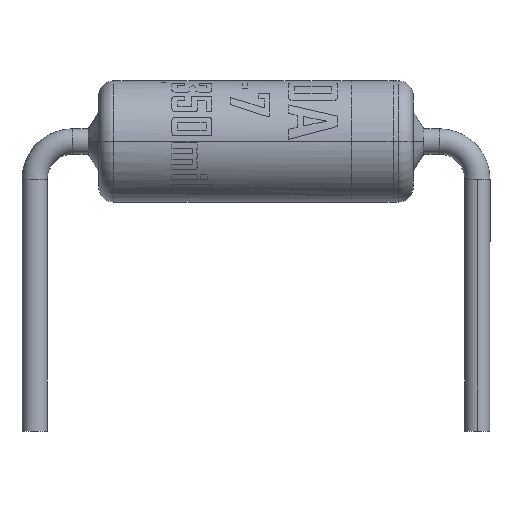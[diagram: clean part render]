
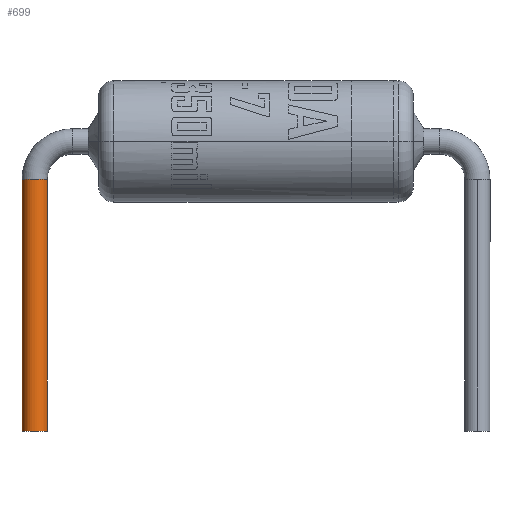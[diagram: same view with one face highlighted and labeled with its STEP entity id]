
A CAD part, top view. The second image highlights one B-rep face of the part: STEP entity #699.
In plain terms, the highlighted cylindrical face has radius 0.254 mm (diameter 0.508 mm), a partial arc.
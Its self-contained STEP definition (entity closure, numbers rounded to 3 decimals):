
#95 = CARTESIAN_POINT ( 'NONE',  ( -0.254, 1.455, 0. ) ) ;
#101 = CIRCLE ( 'NONE', #3138, 0.254 ) ;
#130 = DIRECTION ( 'NONE',  ( 0., -1., 0. ) ) ;
#218 = AXIS2_PLACEMENT_3D ( 'NONE', #1254, #4950, #4509 ) ;
#278 = ORIENTED_EDGE ( 'NONE', *, *, #3222, .F. ) ;
#404 = EDGE_CURVE ( 'NONE', #3675, #3354, #3236, .T. ) ;
#496 = CARTESIAN_POINT ( 'NONE',  ( 0., 1.455, 0. ) ) ;
#699 = ADVANCED_FACE ( 'NONE', ( #1792 ), #3663, .T. ) ;
#1022 = CARTESIAN_POINT ( 'NONE',  ( 0.254, 1.455, 0. ) ) ;
#1189 = CARTESIAN_POINT ( 'NONE',  ( 0.254, 1.455, 0. ) ) ;
#1254 = CARTESIAN_POINT ( 'NONE',  ( 0., -3.6, 0. ) ) ;
#1424 = DIRECTION ( 'NONE',  ( 1., 0., 0. ) ) ;
#1717 = DIRECTION ( 'NONE',  ( 0., 0., -1. ) ) ;
#1792 = FACE_OUTER_BOUND ( 'NONE', #2767, .T. ) ;
#2212 = CARTESIAN_POINT ( 'NONE',  ( -0.254, 1.455, 0. ) ) ;
#2517 = VERTEX_POINT ( 'NONE', #1022 ) ;
#2644 = CARTESIAN_POINT ( 'NONE',  ( -0.254, -3.6, 0. ) ) ;
#2673 = DIRECTION ( 'NONE',  ( 0., -1., 0. ) ) ;
#2767 = EDGE_LOOP ( 'NONE', ( #3951, #2907, #3218, #278 ) ) ;
#2907 = ORIENTED_EDGE ( 'NONE', *, *, #404, .T. ) ;
#2927 = EDGE_CURVE ( 'NONE', #3354, #4661, #4849, .T. ) ;
#3138 = AXIS2_PLACEMENT_3D ( 'NONE', #496, #4380, #1717 ) ;
#3218 = ORIENTED_EDGE ( 'NONE', *, *, #2927, .T. ) ;
#3222 = EDGE_CURVE ( 'NONE', #2517, #4661, #4727, .T. ) ;
#3236 = LINE ( 'NONE', #95, #4383 ) ;
#3278 = DIRECTION ( 'NONE',  ( 0., -1., 0. ) ) ;
#3354 = VERTEX_POINT ( 'NONE', #2644 ) ;
#3663 = CYLINDRICAL_SURFACE ( 'NONE', #4050, 0.254 ) ;
#3675 = VERTEX_POINT ( 'NONE', #2212 ) ;
#3951 = ORIENTED_EDGE ( 'NONE', *, *, #4836, .F. ) ;
#4050 = AXIS2_PLACEMENT_3D ( 'NONE', #4917, #130, #1424 ) ;
#4212 = CARTESIAN_POINT ( 'NONE',  ( 0.254, -3.6, 0. ) ) ;
#4380 = DIRECTION ( 'NONE',  ( 0., 1., 0. ) ) ;
#4383 = VECTOR ( 'NONE', #3278, 1000. ) ;
#4445 = VECTOR ( 'NONE', #2673, 1000. ) ;
#4509 = DIRECTION ( 'NONE',  ( 0., 0., -1. ) ) ;
#4661 = VERTEX_POINT ( 'NONE', #4212 ) ;
#4727 = LINE ( 'NONE', #1189, #4445 ) ;
#4836 = EDGE_CURVE ( 'NONE', #3675, #2517, #101, .T. ) ;
#4849 = CIRCLE ( 'NONE', #218, 0.254 ) ;
#4917 = CARTESIAN_POINT ( 'NONE',  ( 0., 1.455, 0. ) ) ;
#4950 = DIRECTION ( 'NONE',  ( 0., 1., 0. ) ) ;
